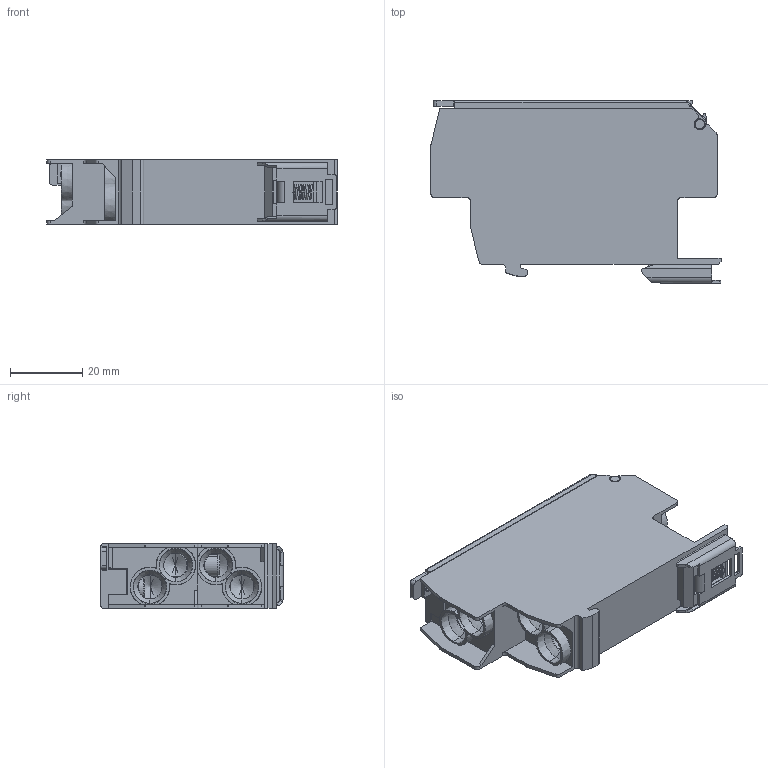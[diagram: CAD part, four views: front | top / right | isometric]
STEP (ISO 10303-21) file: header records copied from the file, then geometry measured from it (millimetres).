
FILE_DESCRIPTION((''),'2;1');
FILE_NAME('EDBJ-4X25-4X25_ASM','2021-04-08T',('marketing.praksa'),('Audax d.o.o.'),'CREO PARAMETRIC BY PTC INC, 2017480','CREO PARAMETRIC BY PTC INC, 2017480','');
FILE_SCHEMA(('AUTOMOTIVE_DESIGN { 1 0 10303 214 1 1 1 1 }'));
Products named in the file (8): WKRET_M6X10_1; DB-178_501_04_SUWAK_REV_00_1; SDB-25_00_02; DB-178_501_07_SREZYNA_SUWAKA_1; DB-178_164_01_OBUDOWA_REV_03; PRT0121; PRT9598; EDBJ-4X25-4X25_ASM
Assembly tree (14 placements, depth 2):
  EDBJ-4X25-4X25_ASM
    WKRET_M6X10_1  x8
    DB-178_501_04_SUWAK_REV_00_1
    SDB-25_00_02
    DB-178_501_07_SREZYNA_SUWAKA_1
    DB-178_164_01_OBUDOWA_REV_03
    PRT0121
    PRT9598
Bounding box: 80.3 x 50.41 x 17.8 mm (x, y, z)
Volume: 30140.5 mm3; surface area: 34332.5 mm2
Topology: 16 solids, 16 shells, 733 faces, 1937 edges, 1238 vertices
Faces by surface type: plane 388, cylinder 249, cone 71, bspline 14, torus 11
Entity records: 49582 total; most frequent: CARTESIAN_POINT 22858, ORIENTED_EDGE 3442, DIRECTION 3417, PRESENTATION_STYLE_ASSIGNMENT 2372, STYLED_ITEM 2372, CURVE_STYLE 1721, EDGE_CURVE 1721, AXIS2_PLACEMENT_3D 1146
